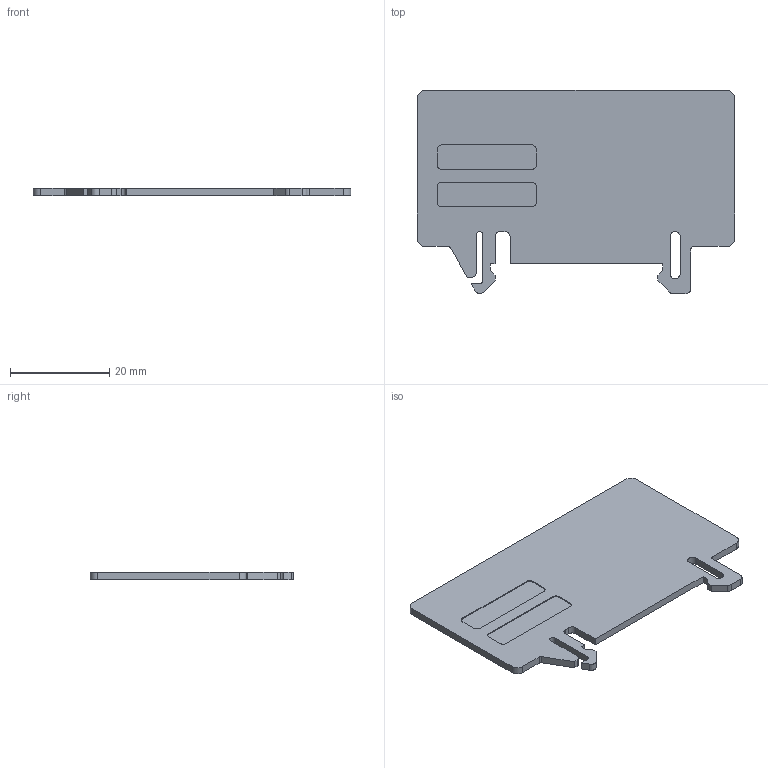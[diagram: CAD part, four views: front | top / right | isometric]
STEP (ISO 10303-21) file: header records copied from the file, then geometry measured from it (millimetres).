
FILE_DESCRIPTION((''),'2;1');
FILE_NAME('DFH-1_ASM','2022-09-23T07:32:02',('klemen.sitar'),('Audax d.o.o.'),'CREO PARAMETRIC BY PTC INC, 2021304','CREO PARAMETRIC BY PTC INC, 2021304','');
FILE_SCHEMA(('AP242_MANAGED_MODEL_BASED_3D_ENGINEERING_MIM_LF { 1 0 10303 442 1 1 4 }'));
Length unit declared in the file: millimetre
Products named in the file (2): DFH-1-20920; DFH-1_ASM
Assembly tree (1 placements, depth 2):
  DFH-1_ASM
    DFH-1-20920
Bounding box: 64 x 41.01 x 1.5 mm (x, y, z)
Volume: 3245.5 mm3; surface area: 4804.5 mm2
Topology: 1 solids, 1 shells, 64 faces, 184 edges, 124 vertices
Faces by surface type: plane 40, cylinder 24
Entity records: 3311 total; most frequent: CARTESIAN_POINT 380, DIRECTION 372, ORIENTED_EDGE 368, PRESENTATION_STYLE_ASSIGNMENT 251, STYLED_ITEM 251, CURVE_STYLE 186, EDGE_CURVE 184, VECTOR 132
